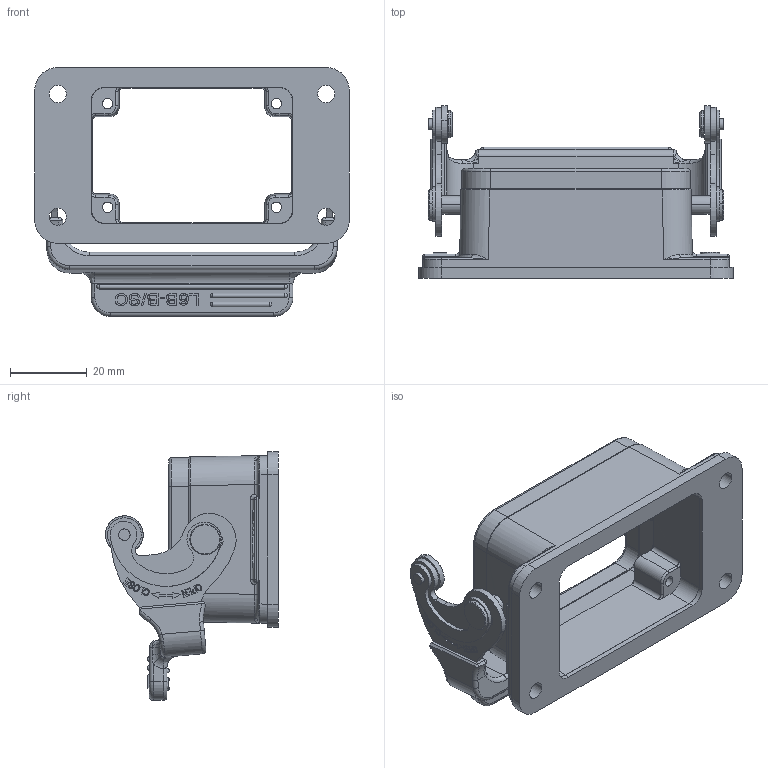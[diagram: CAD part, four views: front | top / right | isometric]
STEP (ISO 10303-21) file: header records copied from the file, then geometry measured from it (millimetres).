
FILE_DESCRIPTION((''),'2;1');
FILE_NAME('23','2023-12-08T',('yp.zhu'),(''),'PRO/ENGINEER BY PARAMETRIC TECHNOLOGY CORPORATION, 2012480','PRO/ENGINEER BY PARAMETRIC TECHNOLOGY CORPORATION, 2012480','');
FILE_SCHEMA(('CONFIG_CONTROL_DESIGN'));
Length unit declared in the file: millimetre
Products named in the file (1): 23
Bounding box: 82 x 45.04 x 64.87 mm (x, y, z)
Volume: 38717.4 mm3; surface area: 24344 mm2
Topology: 1 solids, 12 shells, 1165 faces, 3320 edges, 2235 vertices
Faces by surface type: plane 493, cylinder 484, torus 73, extrusion 44, cone 28, bspline 25, sphere 18
Entity records: 43282 total; most frequent: CARTESIAN_POINT 13618, ORIENTED_EDGE 6592, DIRECTION 5619, EDGE_CURVE 3296, VERTEX_POINT 2235, AXIS2_PLACEMENT_3D 1977, VECTOR 1665, LINE 1621
